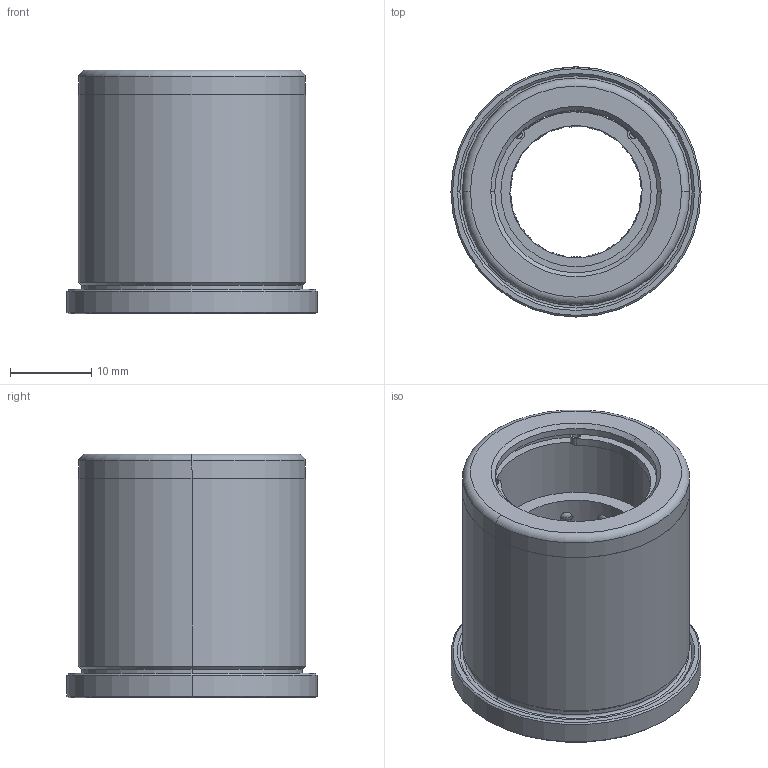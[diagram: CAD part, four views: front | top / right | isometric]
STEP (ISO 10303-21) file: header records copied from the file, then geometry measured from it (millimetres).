
FILE_DESCRIPTION (( 'STEP AP214' ), '1' );
FILE_NAME ('GBBF-D28-d16-L30.STEP', '2021-08-06T09:04:11', ( 'User' ), ( 'china' ), 'SwSTEP 2.0', 'SolidWorks 2016', '' );
FILE_SCHEMA (( 'AUTOMOTIVE_DESIGN' ));
Length unit declared in the file: millimetre
Products named in the file (6): BSH紩杶-d16-L17.5; 球-D2; GBBL囀縐-D21.5; GBBF-D28-L30; GBBF-D28-d16-L30
Assembly tree (82 placements, depth 3):
  GBBF-D28-d16-L30
    GBBF-D28-L30
    GBBL囀縐-D21.5  x2
    BSH紩杶-d16-L17.5
      BSH紩杶-d16-L17.5
      球-D2  x77
Bounding box: 30.8 x 30.8 x 30 mm (x, y, z)
Volume: 10898 mm3; surface area: 9958.2 mm2
Topology: 81 solids, 81 shells, 407 faces, 1640 edges, 1088 vertices
Faces by surface type: sphere 308, cylinder 60, plane 23, cone 12, torus 4
Entity records: 12779 total; most frequent: CARTESIAN_POINT 5927, ORIENTED_EDGE 1358, DIRECTION 1233, EDGE_CURVE 679, AXIS2_PLACEMENT_3D 576, VERTEX_POINT 448, EDGE_LOOP 403, B_SPLINE_CURVE_WITH_KNOTS 344
